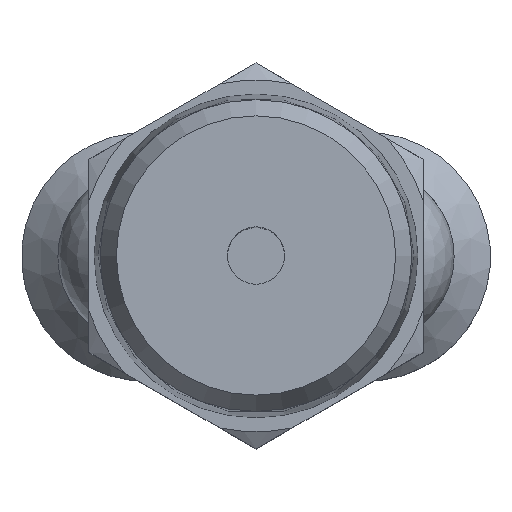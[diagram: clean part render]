
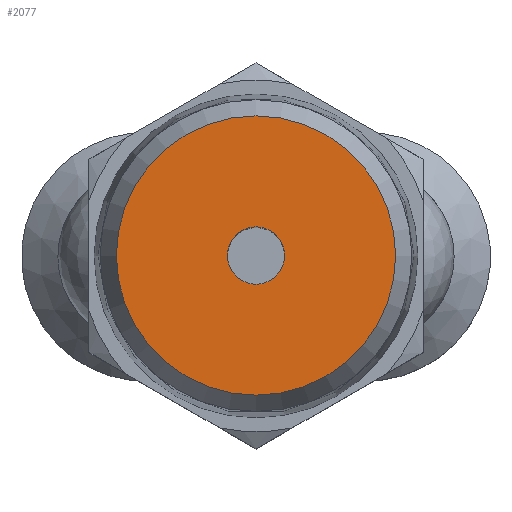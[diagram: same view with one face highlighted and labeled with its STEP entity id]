
A CAD part, top view. The second image highlights one B-rep face of the part: STEP entity #2077.
In plain terms, the highlighted planar face has unit normal (0, 0, 1).
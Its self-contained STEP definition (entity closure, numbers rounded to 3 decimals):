
#220=CIRCLE('',#2238,1.5);
#221=CIRCLE('',#2239,7.296);
#553=ORIENTED_EDGE('',*,*,#823,.F.);
#554=ORIENTED_EDGE('',*,*,#824,.T.);
#823=EDGE_CURVE('',#975,#975,#220,.T.);
#824=EDGE_CURVE('',#976,#976,#221,.T.);
#975=VERTEX_POINT('',#3292);
#976=VERTEX_POINT('',#3294);
#1156=EDGE_LOOP('',(#553));
#1157=EDGE_LOOP('',(#554));
#1283=FACE_BOUND('',#1156,.T.);
#1284=FACE_BOUND('',#1157,.T.);
#1351=PLANE('',#2237);
#2077=ADVANCED_FACE('',(#1283,#1284),#1351,.F.);
#2237=AXIS2_PLACEMENT_3D('',#3290,#2584,#2585);
#2238=AXIS2_PLACEMENT_3D('',#3291,#2586,#2587);
#2239=AXIS2_PLACEMENT_3D('',#3293,#2588,#2589);
#2584=DIRECTION('',(0.,0.,-1.));
#2585=DIRECTION('',(-1.,0.,0.));
#2586=DIRECTION('',(0.,0.,1.));
#2587=DIRECTION('',(1.,0.,0.));
#2588=DIRECTION('',(0.,0.,1.));
#2589=DIRECTION('',(1.,0.,0.));
#3290=CARTESIAN_POINT('',(7.296,0.,49.5));
#3291=CARTESIAN_POINT('',(0.,0.,49.5));
#3292=CARTESIAN_POINT('',(1.5,0.,49.5));
#3293=CARTESIAN_POINT('',(0.,0.,49.5));
#3294=CARTESIAN_POINT('',(7.296,0.,49.5));
